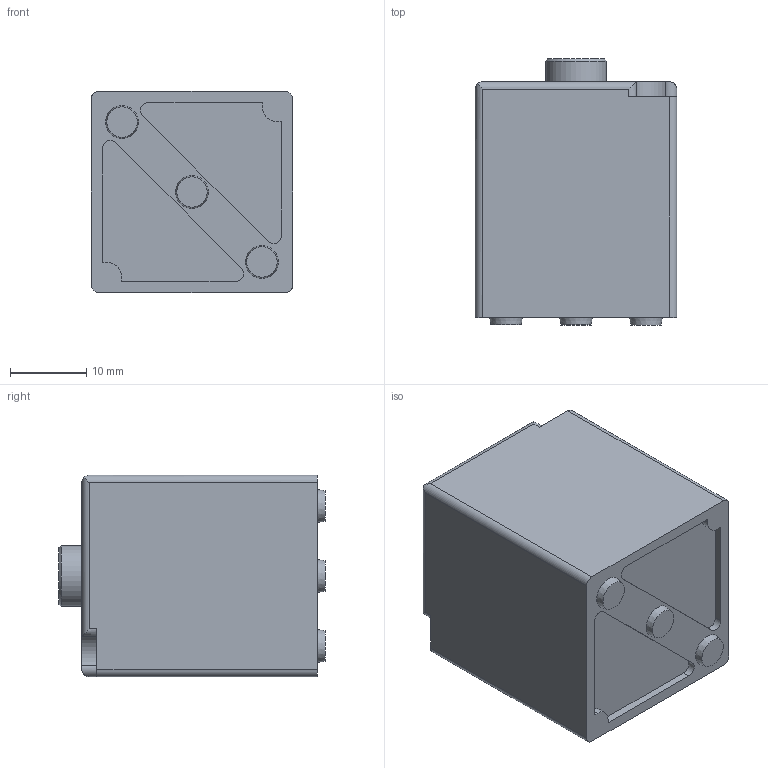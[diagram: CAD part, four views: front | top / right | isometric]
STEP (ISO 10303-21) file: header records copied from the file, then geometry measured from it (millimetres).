
FILE_DESCRIPTION(/* description */ ('STEP AP214'),/* implementation_level */ '2;1');
FILE_NAME(/* name */ '7098_VL-3-4-H-20',/* time_stamp */ '2024-09-16T15:14:19+02:00',/* author */ ('License CC BY-ND 4.0'),/* organization */ ('CADENAS'),/* preprocessor_version */ 'ST-DEVELOPER v19.3',/* originating_system */ 'PARTsolutions',/* authorisation */ ' ');
FILE_SCHEMA (('INTEGRATED_CNC_SCHEMA','PROCESS_PLANNING_SCHEMA','AUTOMOTIVE_DESIGN {1 0 10303 214 3 1 1}'));
Length unit declared in the file: millimetre
Products named in the file (1): 7098 VL-3-4-H-20
Bounding box: 26.5 x 35 x 26.5 mm (x, y, z)
Volume: 21289 mm3; surface area: 4985.8 mm2
Topology: 1 solids, 1 shells, 53 faces, 130 edges, 87 vertices
Faces by surface type: plane 26, cylinder 23, cone 4
Full cylindrical faces by diameter (mm): 3.2 x2, 8 x1
Entity records: 1562 total; most frequent: DIRECTION 282, CARTESIAN_POINT 260, ORIENTED_EDGE 242, EDGE_CURVE 121, AXIS2_PLACEMENT_3D 107, VERTEX_POINT 85, LINE 68, VECTOR 68
